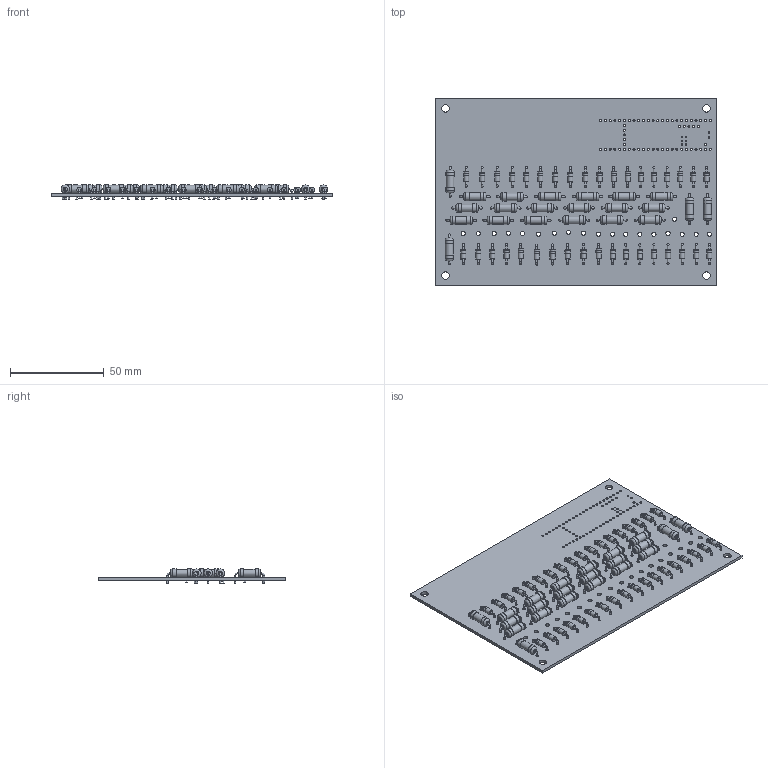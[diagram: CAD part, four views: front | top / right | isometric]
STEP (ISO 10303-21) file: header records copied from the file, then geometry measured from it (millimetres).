
FILE_DESCRIPTION(('KiCad electronic assembly'),'2;1');
FILE_NAME('emandoharp.step','2024-04-16T13:03:07',('Pcbnew'),('Kicad'), 'Open CASCADE STEP processor 7.7','KiCad to STEP converter','Unknown' );
FILE_SCHEMA(('AUTOMOTIVE_DESIGN { 1 0 10303 214 1 1 1 1 }'));
Length unit declared in the file: millimetre
Products named in the file (6): emandoharp 1; D_DO-41_SOD81_P10.16mm_Horizontal; R_Axial_DIN0414_L11.9mm_D4.5mm_P15.24mm_Horizontal; R_Axial_DIN0414_L119mm_D45mm_P1524mm_Horizontal; emandoharp_PCB
Assembly tree (61 placements, depth 3):
  emandoharp 1
    D_DO-41_SOD81_P10.16mm_Horizontal  x36
      D_DO-41_SOD81_P10.16mm_Horizontal
    R_Axial_DIN0414_L11.9mm_D4.5mm_P15.24mm_Horizontal  x22
      R_Axial_DIN0414_L119mm_D45mm_P1524mm_Horizontal
    emandoharp_PCB
Bounding box: 150 x 100 x 7.5 mm (x, y, z)
Volume: 28589.1 mm3; surface area: 39425.9 mm2
Topology: 59 solids, 59 shells, 1126 faces, 2052 edges, 1276 vertices
Faces by surface type: cylinder 612, plane 354, torus 160
Full cylindrical faces by diameter (mm): 0.8 x240, 1.1 x131, 1.2 x44, 2.2 x19, 2.7 x72, 2.72 x36, 4 x4, 4.05 x22, 4.5 x44
Entity records: 9699 total; most frequent: DIRECTION 1740, CARTESIAN_POINT 1436, ORIENTED_EDGE 1360, AXIS2_PLACEMENT_3D 754, EDGE_CURVE 680, FACE_BOUND 664, EDGE_LOOP 664, VERTEX_POINT 450
